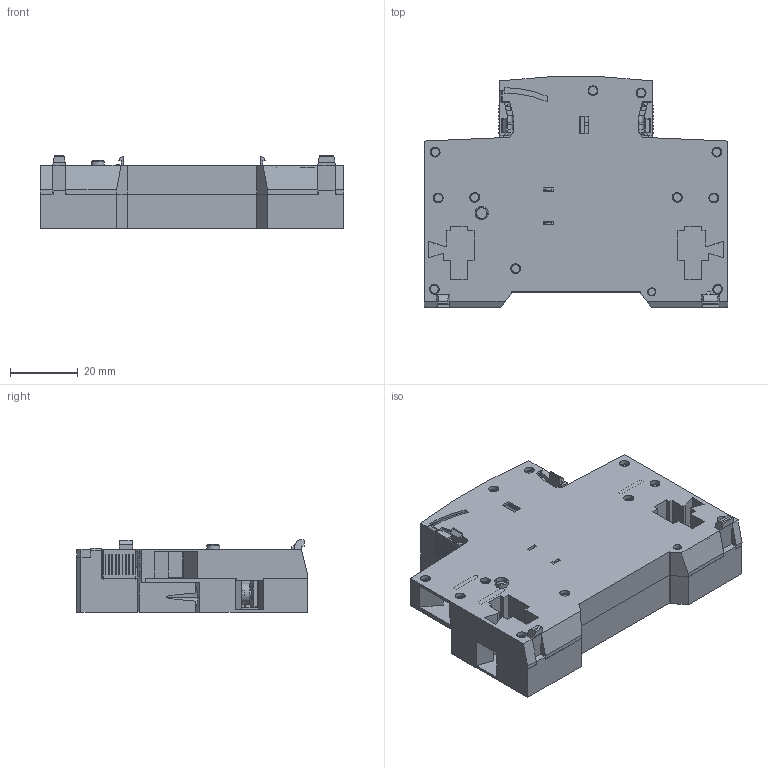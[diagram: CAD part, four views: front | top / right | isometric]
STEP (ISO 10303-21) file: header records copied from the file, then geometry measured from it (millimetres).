
FILE_DESCRIPTION((''),'2;1');
FILE_NAME('12M90032G01 - Shunt Release_Undervoltage Release modules.stp','2015-05-26T13:42:33',('rshanor'),(''),'Autodesk Inventor 2013','Autodesk Inventor 2013','');
FILE_SCHEMA(('AUTOMOTIVE_DESIGN { 1 2 10303 214 0 1 1 1 }'));
Length unit declared in the file: millimetre
Products named in the file (1): 12M90032X01
Bounding box: 89.3 x 67.84 x 21.4 mm (x, y, z)
Surface area: 44068.4 mm2 (no closed solid volume)
Topology: 0 solids, 6 shells, 1618 faces, 4491 edges, 2969 vertices
Faces by surface type: plane 1257, cylinder 280, cone 25, bspline 23, torus 21, sphere 12
Full cylindrical faces by diameter (mm): 1.5 x3, 2 x2, 2.088 x1, 2.2 x2, 2.4 x11, 2.5 x1, 2.6 x2, 2.8 x2, 2.9 x14, 3.1 x1, 3.6 x2, 3.9 x1, 4.5 x2, 4.9 x1, 5.8 x1, 5.9 x2
Entity records: 62620 total; most frequent: CARTESIAN_POINT 19620, ORIENTED_EDGE 8822, DIRECTION 8061, EDGE_CURVE 4411, VECTOR 3537, LINE 3537, VERTEX_POINT 2959, AXIS2_PLACEMENT_3D 2262
